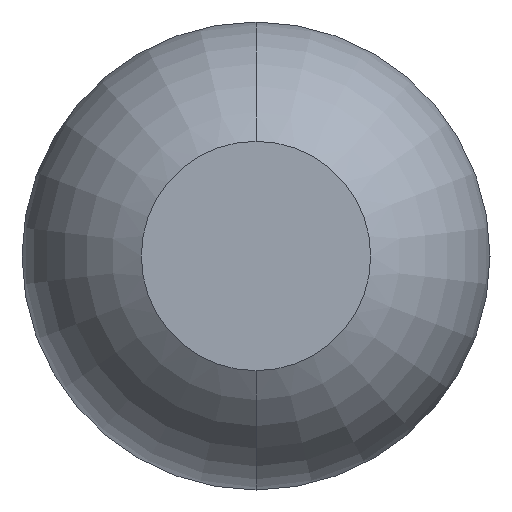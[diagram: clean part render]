
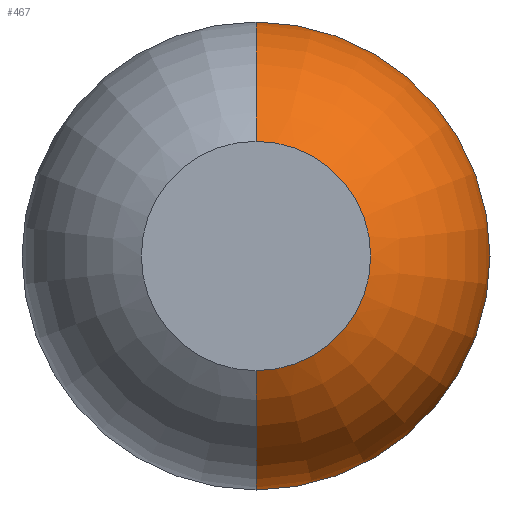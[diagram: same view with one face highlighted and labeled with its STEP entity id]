
A CAD part, front view. The second image highlights one B-rep face of the part: STEP entity #467.
In plain terms, the highlighted toroidal (fillet/blend) face has major radius 0.01 mm and minor radius 0.5 mm.
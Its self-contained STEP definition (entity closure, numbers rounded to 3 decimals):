
#15 = CIRCLE ( 'NONE', #3838, 0.25 ) ;
#210 = EDGE_CURVE ( 'Defeature ausgef�hrt1_0+Defeature ausgef�hrt1_6+Defeature ausgef�hrt1_6+Defeature ausgef�hrt1_6', #3616, #2112, #1996, .T. ) ;
#227 = DIRECTION ( 'NONE',  ( -1., 0., 0. ) ) ;
#433 = AXIS2_PLACEMENT_3D ( 'NONE', #2975, #227, #2694 ) ;
#467 = ADVANCED_FACE ( 'Defeature ausgef�hrt1_0', ( #1894 ), #2136, .T. ) ;
#507 = CARTESIAN_POINT ( 'NONE',  ( 0., -24.961, 0.01 ) ) ;
#636 = AXIS2_PLACEMENT_3D ( 'NONE', #3808, #1061, #725 ) ;
#725 = DIRECTION ( 'NONE',  ( 0., 0., -1. ) ) ;
#741 = ORIENTED_EDGE ( 'NONE', *, *, #1474, .F. ) ;
#790 = CARTESIAN_POINT ( 'NONE',  ( 0., -25.4, 0.25 ) ) ;
#860 = DIRECTION ( 'NONE',  ( 0., 0., -1. ) ) ;
#862 = DIRECTION ( 'NONE',  ( 0., 0., 1. ) ) ;
#876 = EDGE_CURVE ( 'NONE', #2112, #3278, #1152, .T. ) ;
#1061 = DIRECTION ( 'NONE',  ( 0., -1., 0. ) ) ;
#1136 = CARTESIAN_POINT ( 'NONE',  ( 0., -25.4, -0.25 ) ) ;
#1152 = CIRCLE ( 'NONE', #1460, 0.5 ) ;
#1157 = CARTESIAN_POINT ( 'NONE',  ( 0., -24.961, 0. ) ) ;
#1174 = AXIS2_PLACEMENT_3D ( 'NONE', #1157, #2418, #1493 ) ;
#1460 = AXIS2_PLACEMENT_3D ( 'NONE', #507, #2350, #860 ) ;
#1474 = EDGE_CURVE ( 'NONE', #3616, #2573, #1740, .T. ) ;
#1493 = DIRECTION ( 'NONE',  ( 0., 0., -1. ) ) ;
#1740 = CIRCLE ( 'NONE', #433, 0.5 ) ;
#1807 = CARTESIAN_POINT ( 'NONE',  ( 0., -25.4, 0. ) ) ;
#1894 = FACE_OUTER_BOUND ( 'NONE', #2734, .T. ) ;
#1996 = CIRCLE ( 'NONE', #636, 0.51 ) ;
#2082 = DIRECTION ( 'NONE',  ( 0., 1., 0. ) ) ;
#2112 = VERTEX_POINT ( 'NONE', #3078 ) ;
#2136 = TOROIDAL_SURFACE ( 'NONE', #1174, 0.01, 0.5 ) ;
#2350 = DIRECTION ( 'NONE',  ( 1., 0., 0. ) ) ;
#2418 = DIRECTION ( 'NONE',  ( 0., -1., 0. ) ) ;
#2573 = VERTEX_POINT ( 'NONE', #1136 ) ;
#2646 = ORIENTED_EDGE ( 'NONE', *, *, #2687, .T. ) ;
#2687 = EDGE_CURVE ( 'Defeature ausgef�hrt1_0+Defeature ausgef�hrt1_12+Defeature ausgef�hrt1_12+Defeature ausgef�hrt1_12', #3278, #2573, #15, .T. ) ;
#2694 = DIRECTION ( 'NONE',  ( 0., 0., 1. ) ) ;
#2734 = EDGE_LOOP ( 'NONE', ( #3706, #3035, #2646, #741 ) ) ;
#2950 = CARTESIAN_POINT ( 'NONE',  ( 0., -24.961, -0.51 ) ) ;
#2975 = CARTESIAN_POINT ( 'NONE',  ( 0., -24.961, -0.01 ) ) ;
#3035 = ORIENTED_EDGE ( 'NONE', *, *, #876, .T. ) ;
#3078 = CARTESIAN_POINT ( 'NONE',  ( 0., -24.961, 0.51 ) ) ;
#3278 = VERTEX_POINT ( 'NONE', #790 ) ;
#3616 = VERTEX_POINT ( 'NONE', #2950 ) ;
#3706 = ORIENTED_EDGE ( 'NONE', *, *, #210, .T. ) ;
#3808 = CARTESIAN_POINT ( 'NONE',  ( 0., -24.961, 0. ) ) ;
#3838 = AXIS2_PLACEMENT_3D ( 'NONE', #1807, #2082, #862 ) ;
